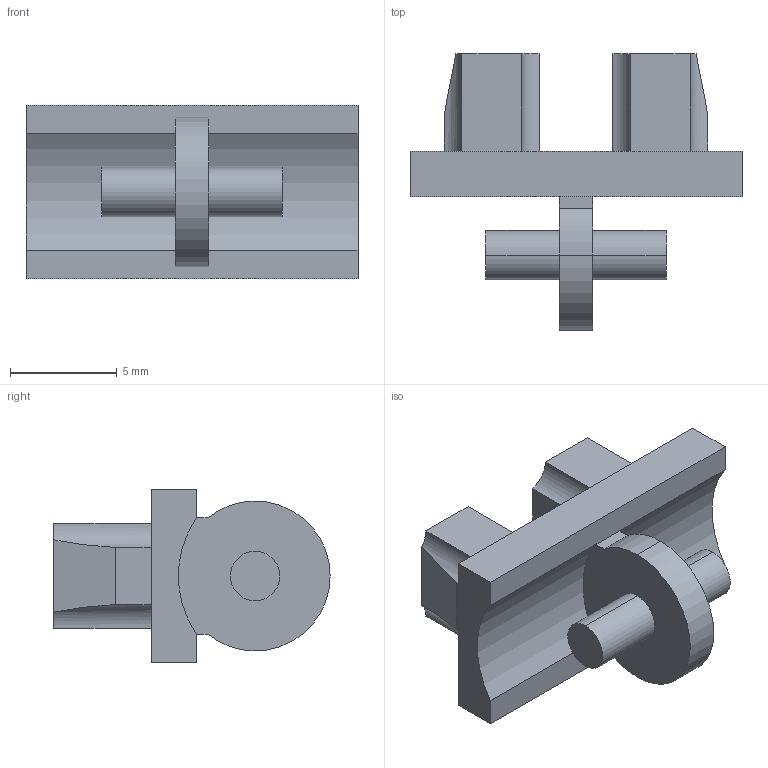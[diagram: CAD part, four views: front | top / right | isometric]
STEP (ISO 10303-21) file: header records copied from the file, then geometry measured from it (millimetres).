
FILE_DESCRIPTION (( 'STEP AP214' ), '1' );
FILE_NAME ('3D 翱蝗 12廓.STEP', '2018-07-19T00:50:59', ( '' ), ( '' ), 'SwSTEP 2.0', 'SolidWorks 2017', '' );
FILE_SCHEMA (( 'AUTOMOTIVE_DESIGN' ));
Length unit declared in the file: millimetre
Products named in the file (1): 3D 翱蝗 12廓2易帚2使o使見
Bounding box: 15.52 x 12.91 x 8.1 mm (x, y, z)
Volume: 476.6 mm3; surface area: 646 mm2
Topology: 1 solids, 1 shells, 46 faces, 116 edges, 76 vertices
Faces by surface type: plane 29, cylinder 17
Entity records: 1416 total; most frequent: CARTESIAN_POINT 251, DIRECTION 240, ORIENTED_EDGE 232, EDGE_CURVE 116, AXIS2_PLACEMENT_3D 81, LINE 78, VECTOR 78, VERTEX_POINT 76
